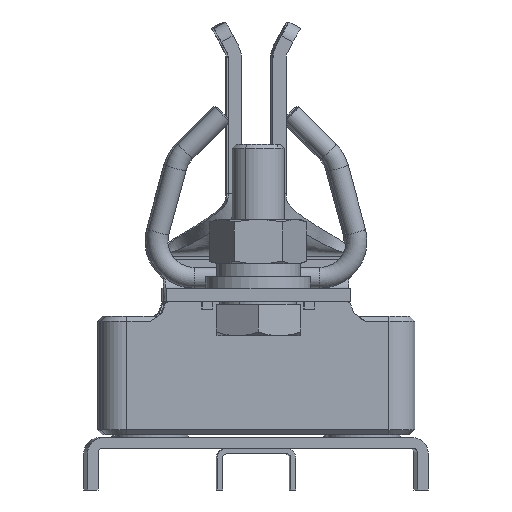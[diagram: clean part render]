
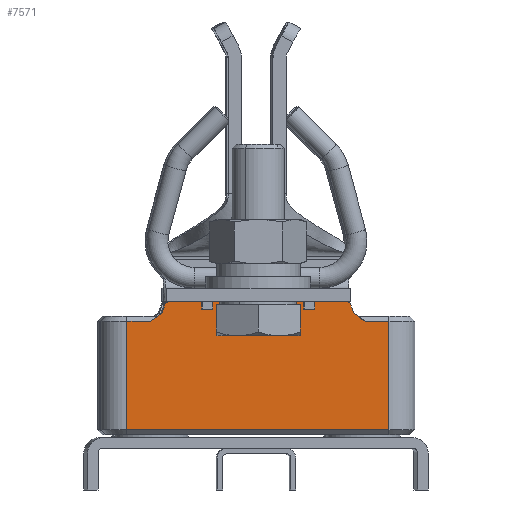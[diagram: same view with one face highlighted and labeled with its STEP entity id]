
A CAD part, front view. The second image highlights one B-rep face of the part: STEP entity #7571.
In plain terms, the highlighted face is planar.
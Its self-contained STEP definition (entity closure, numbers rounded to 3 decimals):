
#5291=DIRECTION('',(0.,-1.,0.));
#5292=VECTOR('',#5291,20.7);
#5293=CARTESIAN_POINT('',(-25.,22.2,25.));
#5294=LINE('',#5293,#5292);
#5320=DIRECTION('',(1.,0.,0.));
#5321=VECTOR('',#5320,50.);
#5322=CARTESIAN_POINT('',(-25.,1.5,25.));
#5323=LINE('',#5322,#5321);
#5327=DIRECTION('',(0.,-1.,0.));
#5328=VECTOR('',#5327,0.5);
#5329=CARTESIAN_POINT('',(-5.,26.,25.));
#5330=LINE('',#5329,#5328);
#5334=DIRECTION('',(1.,0.,0.));
#5335=VECTOR('',#5334,10.);
#5336=CARTESIAN_POINT('',(-5.,25.5,25.));
#5337=LINE('',#5336,#5335);
#5341=DIRECTION('',(1.,0.,0.));
#5342=VECTOR('',#5341,12.);
#5343=CARTESIAN_POINT('',(5.,26.,25.));
#5344=LINE('',#5343,#5342);
#5348=DIRECTION('',(0.819,-0.574,0.));
#5349=VECTOR('',#5348,0.819);
#5350=CARTESIAN_POINT('',(17.,26.,25.));
#5351=LINE('',#5350,#5349);
#5355=DIRECTION('',(0.342,-0.94,0.));
#5356=VECTOR('',#5355,1.98);
#5357=CARTESIAN_POINT('',(17.671,25.53,25.));
#5358=LINE('',#5357,#5356);
#5362=DIRECTION('',(0.819,-0.574,0.));
#5363=VECTOR('',#5362,2.563);
#5364=CARTESIAN_POINT('',(18.348,23.67,25.));
#5365=LINE('',#5364,#5363);
#5369=DIRECTION('',(0.819,0.574,0.));
#5370=VECTOR('',#5369,2.563);
#5371=CARTESIAN_POINT('',(-20.447,22.2,25.));
#5372=LINE('',#5371,#5370);
#5376=DIRECTION('',(0.342,0.94,0.));
#5377=VECTOR('',#5376,1.98);
#5378=CARTESIAN_POINT('',(-18.348,23.67,25.));
#5379=LINE('',#5378,#5377);
#5383=DIRECTION('',(0.819,0.574,0.));
#5384=VECTOR('',#5383,0.819);
#5385=CARTESIAN_POINT('',(-17.671,25.53,25.));
#5386=LINE('',#5385,#5384);
#5390=DIRECTION('',(1.,0.,0.));
#5391=VECTOR('',#5390,12.);
#5392=CARTESIAN_POINT('',(-17.,26.,25.));
#5393=LINE('',#5392,#5391);
#5481=DIRECTION('',(-1.,0.,0.));
#5482=VECTOR('',#5481,4.553);
#5483=CARTESIAN_POINT('',(-20.447,22.2,25.));
#5484=LINE('',#5483,#5482);
#5523=DIRECTION('',(-1.,0.,0.));
#5524=VECTOR('',#5523,4.553);
#5525=CARTESIAN_POINT('',(25.,22.2,25.));
#5526=LINE('',#5525,#5524);
#5559=DIRECTION('',(0.,1.,0.));
#5560=VECTOR('',#5559,20.7);
#5561=CARTESIAN_POINT('',(25.,1.5,25.));
#5562=LINE('',#5561,#5560);
#6337=DIRECTION('',(0.,-1.,0.));
#6338=VECTOR('',#6337,0.5);
#6339=CARTESIAN_POINT('',(5.,26.,25.));
#6340=LINE('',#6339,#6338);
#6619=CARTESIAN_POINT('',(-25.,22.2,25.));
#6620=VERTEX_POINT('',#6619);
#6622=CARTESIAN_POINT('',(-25.,1.5,25.));
#6624=VERTEX_POINT('',#6622);
#6629=CARTESIAN_POINT('',(25.,1.5,25.));
#6630=VERTEX_POINT('',#6629);
#6633=CARTESIAN_POINT('',(-5.,26.,25.));
#6634=CARTESIAN_POINT('',(-5.,25.5,25.));
#6635=VERTEX_POINT('',#6633);
#6636=VERTEX_POINT('',#6634);
#6637=CARTESIAN_POINT('',(5.,25.5,25.));
#6638=VERTEX_POINT('',#6637);
#6639=CARTESIAN_POINT('',(5.,26.,25.));
#6640=VERTEX_POINT('',#6639);
#6641=CARTESIAN_POINT('',(17.,26.,25.));
#6642=VERTEX_POINT('',#6641);
#6643=CARTESIAN_POINT('',(17.671,25.53,25.));
#6644=VERTEX_POINT('',#6643);
#6645=CARTESIAN_POINT('',(18.348,23.67,25.));
#6646=VERTEX_POINT('',#6645);
#6647=CARTESIAN_POINT('',(20.447,22.2,25.));
#6648=VERTEX_POINT('',#6647);
#6649=CARTESIAN_POINT('',(25.,22.2,25.));
#6650=VERTEX_POINT('',#6649);
#6651=CARTESIAN_POINT('',(-20.447,22.2,25.));
#6652=VERTEX_POINT('',#6651);
#6653=CARTESIAN_POINT('',(-18.348,23.67,25.));
#6654=VERTEX_POINT('',#6653);
#6655=CARTESIAN_POINT('',(-17.671,25.53,25.));
#6656=VERTEX_POINT('',#6655);
#6657=CARTESIAN_POINT('',(-17.,26.,25.));
#6658=VERTEX_POINT('',#6657);
#7534=CARTESIAN_POINT('',(-25.,0.,25.));
#7535=DIRECTION('',(0.,0.,1.));
#7536=DIRECTION('',(1.,0.,0.));
#7537=AXIS2_PLACEMENT_3D('',#7534,#7535,#7536);
#7538=PLANE('',#7537);
#7540=ORIENTED_EDGE('',*,*,#7539,.T.);
#7542=ORIENTED_EDGE('',*,*,#7541,.T.);
#7544=ORIENTED_EDGE('',*,*,#7543,.F.);
#7546=ORIENTED_EDGE('',*,*,#7545,.T.);
#7548=ORIENTED_EDGE('',*,*,#7547,.T.);
#7550=ORIENTED_EDGE('',*,*,#7549,.T.);
#7552=ORIENTED_EDGE('',*,*,#7551,.T.);
#7554=ORIENTED_EDGE('',*,*,#7553,.F.);
#7556=ORIENTED_EDGE('',*,*,#7555,.F.);
#7557=ORIENTED_EDGE('',*,*,#7517,.F.);
#7558=ORIENTED_EDGE('',*,*,#7478,.F.);
#7560=ORIENTED_EDGE('',*,*,#7559,.F.);
#7562=ORIENTED_EDGE('',*,*,#7561,.T.);
#7564=ORIENTED_EDGE('',*,*,#7563,.T.);
#7566=ORIENTED_EDGE('',*,*,#7565,.T.);
#7568=ORIENTED_EDGE('',*,*,#7567,.T.);
#7569=EDGE_LOOP('',(#7540,#7542,#7544,#7546,#7548,#7550,#7552,#7554,#7556,#7557,
#7558,#7560,#7562,#7564,#7566,#7568));
#7570=FACE_OUTER_BOUND('',#7569,.F.);
#7478=EDGE_CURVE('',#6620,#6624,#5294,.T.);
#7517=EDGE_CURVE('',#6624,#6630,#5323,.T.);
#7539=EDGE_CURVE('',#6635,#6636,#5330,.T.);
#7541=EDGE_CURVE('',#6636,#6638,#5337,.T.);
#7543=EDGE_CURVE('',#6640,#6638,#6340,.T.);
#7545=EDGE_CURVE('',#6640,#6642,#5344,.T.);
#7547=EDGE_CURVE('',#6642,#6644,#5351,.T.);
#7549=EDGE_CURVE('',#6644,#6646,#5358,.T.);
#7551=EDGE_CURVE('',#6646,#6648,#5365,.T.);
#7553=EDGE_CURVE('',#6650,#6648,#5526,.T.);
#7555=EDGE_CURVE('',#6630,#6650,#5562,.T.);
#7559=EDGE_CURVE('',#6652,#6620,#5484,.T.);
#7561=EDGE_CURVE('',#6652,#6654,#5372,.T.);
#7563=EDGE_CURVE('',#6654,#6656,#5379,.T.);
#7565=EDGE_CURVE('',#6656,#6658,#5386,.T.);
#7567=EDGE_CURVE('',#6658,#6635,#5393,.T.);
#7571=ADVANCED_FACE('',(#7570),#7538,.T.);
